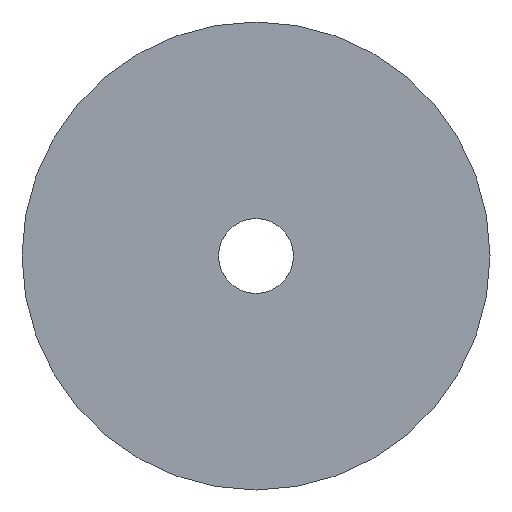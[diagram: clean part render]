
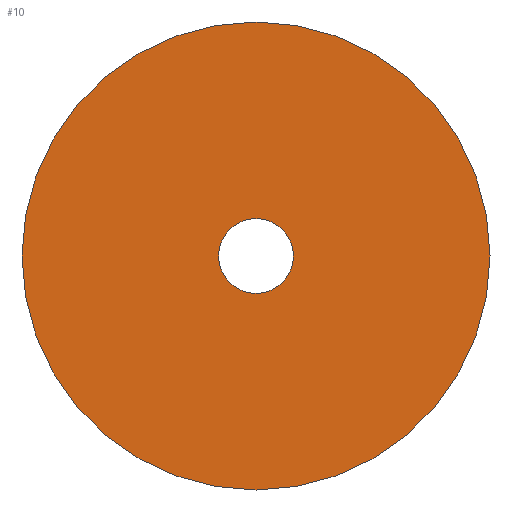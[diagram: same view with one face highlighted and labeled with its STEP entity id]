
A CAD part, front view. The second image highlights one B-rep face of the part: STEP entity #10.
In plain terms, the highlighted planar face has unit normal (0, -1, 0).
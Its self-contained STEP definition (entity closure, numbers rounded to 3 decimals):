
#5 = DIRECTION ( 'NONE',  ( 0., 1., 0. ) ) ;
#10 = ADVANCED_FACE ( 'NONE', ( #45, #16 ), #92, .F. ) ;
#16 = FACE_OUTER_BOUND ( 'NONE', #115, .T. ) ;
#24 = EDGE_CURVE ( 'NONE', #61, #61, #126, .T. ) ;
#33 = VERTEX_POINT ( 'NONE', #121 ) ;
#38 = CARTESIAN_POINT ( 'NONE',  ( 0., 0., 0. ) ) ;
#45 = FACE_BOUND ( 'NONE', #85, .T. ) ;
#47 = CARTESIAN_POINT ( 'NONE',  ( 0., 0., 0. ) ) ;
#54 = AXIS2_PLACEMENT_3D ( 'NONE', #101, #5, #70 ) ;
#61 = VERTEX_POINT ( 'NONE', #106 ) ;
#62 = CIRCLE ( 'NONE', #81, 20. ) ;
#64 = EDGE_CURVE ( 'NONE', #33, #33, #62, .T. ) ;
#65 = AXIS2_PLACEMENT_3D ( 'NONE', #38, #119, #73 ) ;
#70 = DIRECTION ( 'NONE',  ( 0., 0., -1. ) ) ;
#73 = DIRECTION ( 'NONE',  ( 0., 0., 1. ) ) ;
#81 = AXIS2_PLACEMENT_3D ( 'NONE', #47, #83, #84 ) ;
#83 = DIRECTION ( 'NONE',  ( 0., 1., 0. ) ) ;
#84 = DIRECTION ( 'NONE',  ( 0., 0., -1. ) ) ;
#85 = EDGE_LOOP ( 'NONE', ( #110 ) ) ;
#92 = PLANE ( 'NONE',  #65 ) ;
#101 = CARTESIAN_POINT ( 'NONE',  ( 0., 0., 0. ) ) ;
#106 = CARTESIAN_POINT ( 'NONE',  ( 0., 0., -3.2 ) ) ;
#109 = ORIENTED_EDGE ( 'NONE', *, *, #64, .F. ) ;
#110 = ORIENTED_EDGE ( 'NONE', *, *, #24, .T. ) ;
#115 = EDGE_LOOP ( 'NONE', ( #109 ) ) ;
#119 = DIRECTION ( 'NONE',  ( 0., 1., 0. ) ) ;
#121 = CARTESIAN_POINT ( 'NONE',  ( 0., 0., -20. ) ) ;
#126 = CIRCLE ( 'NONE', #54, 3.2 ) ;
